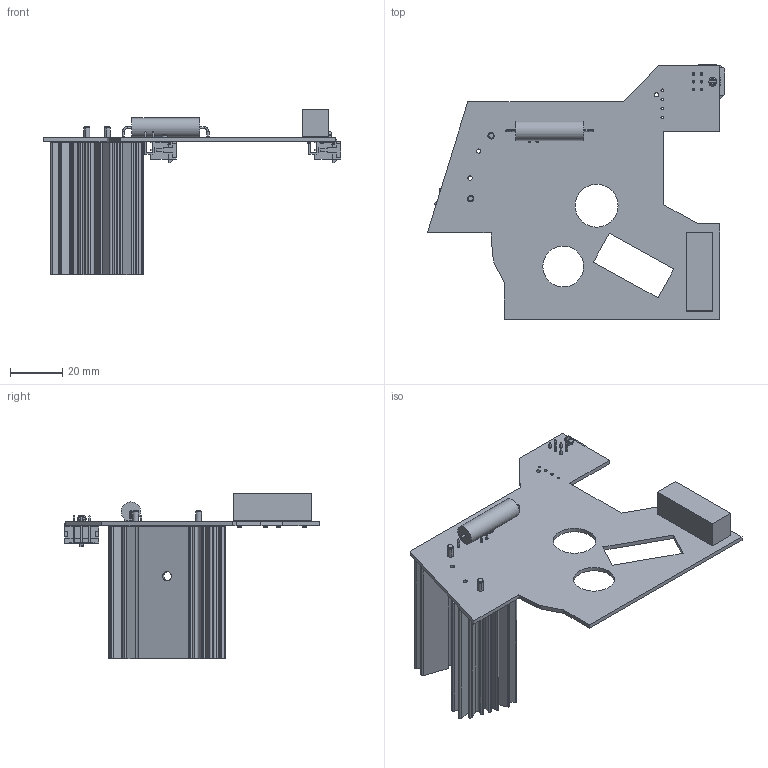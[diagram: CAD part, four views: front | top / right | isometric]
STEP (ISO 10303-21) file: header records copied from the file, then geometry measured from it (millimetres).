
FILE_DESCRIPTION(('KiCad electronic assembly'),'2;1');
FILE_NAME('AIR_Mount_Minus.step','2019-03-26T16:58:15',('An Author'),( 'A Company'),'Open CASCADE STEP processor 6.9', 'KiCad to STEP converter','Unknown');
FILE_SCHEMA(('AUTOMOTIVE_DESIGN { 1 0 10303 214 1 1 1 1 }'));
Length unit declared in the file: millimetre
Products named in the file (10): Open CASCADE STEP translator 6.9 1; Standex_Meder_Relay; SOLID; RA-T2X-51E_sp001_sp; COMPOUND; part_sp; MF_RA_06
Assembly tree (10 placements, depth 3):
  Open CASCADE STEP translator 6.9 1
    Standex_Meder_Relay
      SOLID
    RA-T2X-51E_sp001_sp
      COMPOUND
    part_sp
      SOLID
    MF_RA_06  x2
      COMPOUND
    COMPOUND
Bounding box: 114.27 x 97.95 x 63.75 mm (x, y, z)
Volume: 36028.2 mm3; surface area: 37436.3 mm2
Topology: 8 solids, 8 shells, 986 faces, 2596 edges, 1706 vertices
Faces by surface type: plane 792, cylinder 166, revolution 16, torus 8, cone 4
Full cylindrical faces by diameter (mm): 0.75 x4, 0.8 x2, 1.02 x16, 1.6 x1, 1.62 x2, 2.4 x2, 3 x2, 7.493 x1, 15.748 x1, 16.51 x1
Entity records: 43253 total; most frequent: CARTESIAN_POINT 8740, DIRECTION 6510, LINE 4305, VECTOR 4305, ORIENTED_EDGE 3358, PCURVE 3358, DEFINITIONAL_REPRESENTATION 3358, EDGE_CURVE 1679
